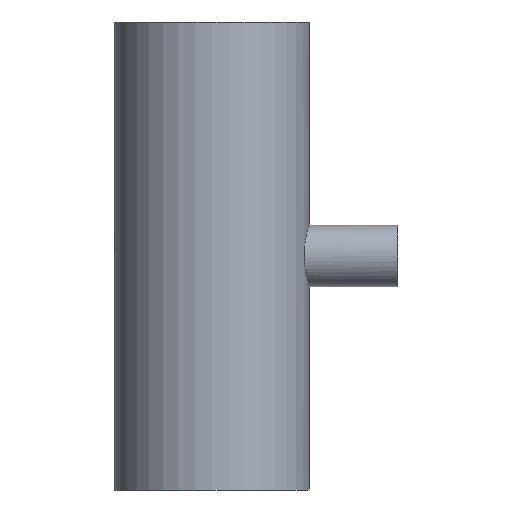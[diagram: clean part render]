
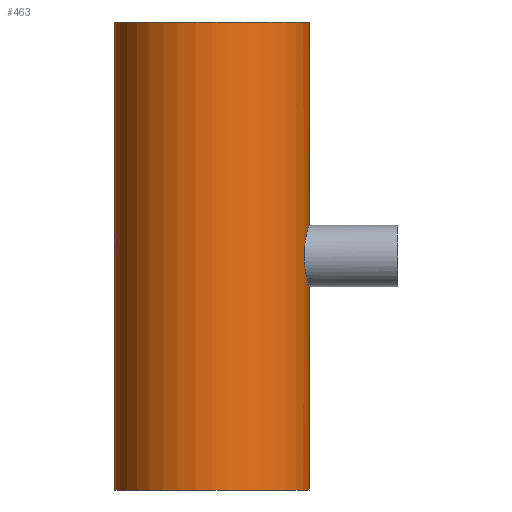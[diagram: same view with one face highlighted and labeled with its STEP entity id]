
A CAD part, front view. The second image highlights one B-rep face of the part: STEP entity #463.
In plain terms, the highlighted cylindrical face has radius 100 mm (diameter 200 mm), a partial arc.
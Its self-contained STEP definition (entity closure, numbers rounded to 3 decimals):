
#3 = CARTESIAN_POINT ( 'NONE',  ( 98.147, -19.237, -25.028 ) ) ;
#5 = CARTESIAN_POINT ( 'NONE',  ( 95.449, -29.825, 10.188 ) ) ;
#6 = AXIS2_PLACEMENT_3D ( 'NONE', #447, #143, #645 ) ;
#7 = CARTESIAN_POINT ( 'NONE',  ( 99.498, -10.193, -29.876 ) ) ;
#14 = CARTESIAN_POINT ( 'NONE',  ( 96.001, -27.998, -14.444 ) ) ;
#19 = EDGE_CURVE ( 'NONE', #429, #576, #81, .T. ) ;
#32 = EDGE_CURVE ( 'NONE', #127, #617, #314, .T. ) ;
#33 = CARTESIAN_POINT ( 'NONE',  ( -100., 0., 240.5 ) ) ;
#42 = CARTESIAN_POINT ( 'NONE',  ( 100., 0., 240.5 ) ) ;
#44 = VERTEX_POINT ( 'NONE', #49 ) ;
#49 = CARTESIAN_POINT ( 'NONE',  ( 100., 0., -31.5 ) ) ;
#53 = CARTESIAN_POINT ( 'NONE',  ( -100., 0., -240.5 ) ) ;
#54 = CARTESIAN_POINT ( 'NONE',  ( 97.821, -20.814, -23.733 ) ) ;
#56 = CARTESIAN_POINT ( 'NONE',  ( 97.815, -20.804, 23.675 ) ) ;
#59 = CARTESIAN_POINT ( 'NONE',  ( 100., -2.096, 31.5 ) ) ;
#61 = CARTESIAN_POINT ( 'NONE',  ( 95.045, -31.09, -5.17 ) ) ;
#62 = ORIENTED_EDGE ( 'NONE', *, *, #511, .F. ) ;
#65 = CARTESIAN_POINT ( 'NONE',  ( 98.298, -18.375, 25.59 ) ) ;
#68 = AXIS2_PLACEMENT_3D ( 'NONE', #529, #621, #521 ) ;
#70 = ORIENTED_EDGE ( 'NONE', *, *, #19, .F. ) ;
#81 = CIRCLE ( 'NONE', #125, 100. ) ;
#84 = CARTESIAN_POINT ( 'NONE',  ( 100., 0., 240.5 ) ) ;
#104 = VECTOR ( 'NONE', #336, 1000. ) ;
#107 = CARTESIAN_POINT ( 'NONE',  ( 97.651, -21.562, 22.987 ) ) ;
#109 = CARTESIAN_POINT ( 'NONE',  ( 96.669, -25.604, -18.378 ) ) ;
#114 = CARTESIAN_POINT ( 'NONE',  ( 99.92, -4.133, -31.245 ) ) ;
#115 = EDGE_CURVE ( 'NONE', #44, #617, #593, .T. ) ;
#119 = CARTESIAN_POINT ( 'NONE',  ( 95.258, -30.429, 8.209 ) ) ;
#125 = AXIS2_PLACEMENT_3D ( 'NONE', #340, #394, #190 ) ;
#127 = VERTEX_POINT ( 'NONE', #53 ) ;
#128 = LINE ( 'NONE', #42, #136 ) ;
#130 = ORIENTED_EDGE ( 'NONE', *, *, #323, .F. ) ;
#136 = VECTOR ( 'NONE', #321, 1000. ) ;
#138 = CARTESIAN_POINT ( 'NONE',  ( 100., 0., -240.5 ) ) ;
#143 = DIRECTION ( 'NONE',  ( 0., 0., 1. ) ) ;
#155 = CARTESIAN_POINT ( 'NONE',  ( 96.826, -25.024, 19.244 ) ) ;
#157 = VECTOR ( 'NONE', #374, 1000. ) ;
#159 = CARTESIAN_POINT ( 'NONE',  ( 99.532, -9.679, 29.981 ) ) ;
#161 = CARTESIAN_POINT ( 'NONE',  ( 99.747, -7.187, 30.686 ) ) ;
#167 = CARTESIAN_POINT ( 'NONE',  ( 99.669, -8.19, 30.434 ) ) ;
#190 = DIRECTION ( 'NONE',  ( 1., 0., 0. ) ) ;
#199 = CARTESIAN_POINT ( 'NONE',  ( 95.558, -29.476, 11.155 ) ) ;
#202 = CARTESIAN_POINT ( 'NONE',  ( 95.801, -28.675, -13.049 ) ) ;
#203 = CARTESIAN_POINT ( 'NONE',  ( 99.682, -8.227, -30.477 ) ) ;
#204 = CARTESIAN_POINT ( 'NONE',  ( 99.031, -14.016, 28.285 ) ) ;
#205 = ORIENTED_EDGE ( 'NONE', *, *, #328, .T. ) ;
#210 = CARTESIAN_POINT ( 'NONE',  ( 98.376, -17.955, 25.887 ) ) ;
#249 = CARTESIAN_POINT ( 'NONE',  ( 100., 0., 240.5 ) ) ;
#251 = CARTESIAN_POINT ( 'NONE',  ( 95.737, -28.886, -12.573 ) ) ;
#252 = CARTESIAN_POINT ( 'NONE',  ( 99.151, -13.04, -28.693 ) ) ;
#254 = CARTESIAN_POINT ( 'NONE',  ( 95.435, -29.882, -10.179 ) ) ;
#256 = CARTESIAN_POINT ( 'NONE',  ( 98.756, -15.821, 27.316 ) ) ;
#259 = CARTESIAN_POINT ( 'NONE',  ( 94.994, -31.244, -4.143 ) ) ;
#275 = CYLINDRICAL_SURFACE ( 'NONE', #68, 100. ) ;
#280 = ORIENTED_EDGE ( 'NONE', *, *, #32, .T. ) ;
#299 = CARTESIAN_POINT ( 'NONE',  ( 97.156, -23.689, -20.787 ) ) ;
#300 = CARTESIAN_POINT ( 'NONE',  ( 99.023, -13.972, -28.251 ) ) ;
#302 = CARTESIAN_POINT ( 'NONE',  ( 100., 0., 31.5 ) ) ;
#306 = CARTESIAN_POINT ( 'NONE',  ( 98.748, -15.801, -27.27 ) ) ;
#309 = CARTESIAN_POINT ( 'NONE',  ( 94.926, -31.45, -2.061 ) ) ;
#314 = CIRCLE ( 'NONE', #6, 100. ) ;
#321 = DIRECTION ( 'NONE',  ( 0., 0., -1. ) ) ;
#323 = EDGE_CURVE ( 'NONE', #423, #44, #507, .T. ) ;
#328 = EDGE_CURVE ( 'NONE', #429, #127, #421, .T. ) ;
#330 = CARTESIAN_POINT ( 'NONE',  ( 100., 0., 31.5 ) ) ;
#336 = DIRECTION ( 'NONE',  ( 0., 0., -1. ) ) ;
#340 = CARTESIAN_POINT ( 'NONE',  ( 0., 0., 240.5 ) ) ;
#348 = CARTESIAN_POINT ( 'NONE',  ( 99.377, -11.153, 29.464 ) ) ;
#350 = CARTESIAN_POINT ( 'NONE',  ( 98.602, -16.684, -26.738 ) ) ;
#352 = CARTESIAN_POINT ( 'NONE',  ( 99.482, -10.175, 29.816 ) ) ;
#354 = CARTESIAN_POINT ( 'NONE',  ( 96.829, -24.994, -19.2 ) ) ;
#358 = CARTESIAN_POINT ( 'NONE',  ( 95.797, -28.689, 13.048 ) ) ;
#368 = ORIENTED_EDGE ( 'NONE', *, *, #115, .F. ) ;
#374 = DIRECTION ( 'NONE',  ( 0., 0., -1. ) ) ;
#394 = DIRECTION ( 'NONE',  ( 0., 0., 1. ) ) ;
#399 = CARTESIAN_POINT ( 'NONE',  ( 96.211, -27.269, -15.802 ) ) ;
#400 = CARTESIAN_POINT ( 'NONE',  ( 99.871, -5.173, -31.09 ) ) ;
#405 = CARTESIAN_POINT ( 'NONE',  ( 99.984, -2.065, -31.449 ) ) ;
#421 = LINE ( 'NONE', #33, #157 ) ;
#423 = VERTEX_POINT ( 'NONE', #330 ) ;
#424 = FACE_OUTER_BOUND ( 'NONE', #625, .T. ) ;
#429 = VERTEX_POINT ( 'NONE', #484 ) ;
#447 = CARTESIAN_POINT ( 'NONE',  ( 0., 0., -240.5 ) ) ;
#450 = CARTESIAN_POINT ( 'NONE',  ( 96.357, -26.751, 16.665 ) ) ;
#453 = CARTESIAN_POINT ( 'NONE',  ( 95.176, -30.686, 7.192 ) ) ;
#454 = CARTESIAN_POINT ( 'NONE',  ( 100., 0., -31.5 ) ) ;
#457 = CARTESIAN_POINT ( 'NONE',  ( 97.156, -23.725, 20.821 ) ) ;
#463 = ADVANCED_FACE ( 'NONE', ( #424 ), #275, .T. ) ;
#484 = CARTESIAN_POINT ( 'NONE',  ( -100., 0., 240.5 ) ) ;
#500 = CARTESIAN_POINT ( 'NONE',  ( 97.324, -22.992, -21.556 ) ) ;
#501 = CARTESIAN_POINT ( 'NONE',  ( 99.934, -4.154, 31.293 ) ) ;
#504 = CARTESIAN_POINT ( 'NONE',  ( 94.909, -31.5, -1.02 ) ) ;
#506 = CARTESIAN_POINT ( 'NONE',  ( 96.208, -27.281, 15.78 ) ) ;
#507 = B_SPLINE_CURVE_WITH_KNOTS ( 'NONE', 3,
 ( #302, #59, #501, #161, #167, #159, #352, #348, #510, #204, #256, #210, #65, #598, #596, #56, #107, #457, #155, #450, #506, #606, #358, #199, #5, #119, #453, #548, #560, #504, #309, #259, #61, #555, #254, #251, #202, #551, #14, #399, #550, #109, #354, #299, #500, #54, #3, #350, #306, #300, #252, #7, #203, #400, #114, #405, #599, #454 ),
 .UNSPECIFIED., .F., .F.,
 ( 4, 2, 2, 2, 2, 2, 2, 2, 2, 2, 2, 2, 2, 2, 2, 2, 2, 2, 2, 2, 2, 2, 2, 2, 2, 2, 2, 2, 4 ),
 ( 0., 0.006, 0.009, 0.011, 0.012, 0.019, 0.02, 0.022, 0.025, 0.031, 0.034, 0.037, 0.04, 0.043, 0.05, 0.053, 0.056, 0.062, 0.063, 0.065, 0.068, 0.071, 0.074, 0.081, 0.084, 0.087, 0.093, 0.096, 0.099 ),
 .UNSPECIFIED. ) ;
#510 = CARTESIAN_POINT ( 'NONE',  ( 99.322, -11.635, 29.277 ) ) ;
#511 = EDGE_CURVE ( 'NONE', #576, #423, #128, .T. ) ;
#521 = DIRECTION ( 'NONE',  ( -1., 0., 0. ) ) ;
#529 = CARTESIAN_POINT ( 'NONE',  ( 0., 0., 240.5 ) ) ;
#548 = CARTESIAN_POINT ( 'NONE',  ( 94.978, -31.296, 4.137 ) ) ;
#550 = CARTESIAN_POINT ( 'NONE',  ( 96.36, -26.741, -16.679 ) ) ;
#551 = CARTESIAN_POINT ( 'NONE',  ( 95.933, -28.231, -13.984 ) ) ;
#555 = CARTESIAN_POINT ( 'NONE',  ( 95.242, -30.482, -8.209 ) ) ;
#560 = CARTESIAN_POINT ( 'NONE',  ( 94.909, -31.499, 2.085 ) ) ;
#576 = VERTEX_POINT ( 'NONE', #84 ) ;
#593 = LINE ( 'NONE', #249, #104 ) ;
#596 = CARTESIAN_POINT ( 'NONE',  ( 98.059, -19.612, 24.655 ) ) ;
#598 = CARTESIAN_POINT ( 'NONE',  ( 98.14, -19.204, 24.974 ) ) ;
#599 = CARTESIAN_POINT ( 'NONE',  ( 100., -1.032, -31.5 ) ) ;
#606 = CARTESIAN_POINT ( 'NONE',  ( 95.928, -28.25, 13.973 ) ) ;
#617 = VERTEX_POINT ( 'NONE', #138 ) ;
#621 = DIRECTION ( 'NONE',  ( 0., 0., -1. ) ) ;
#625 = EDGE_LOOP ( 'NONE', ( #62, #70, #205, #280, #368, #130 ) ) ;
#645 = DIRECTION ( 'NONE',  ( 1., 0., 0. ) ) ;
